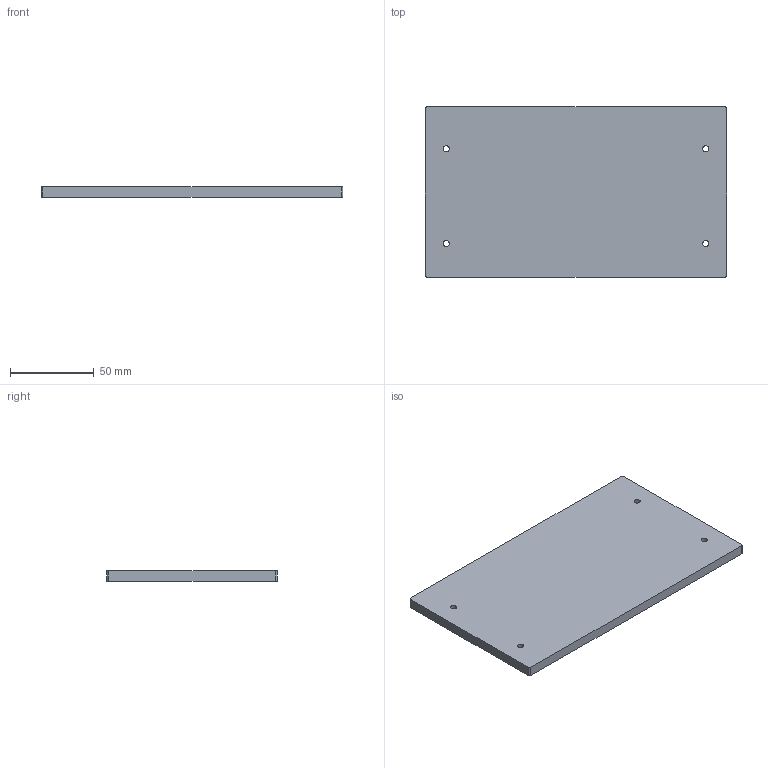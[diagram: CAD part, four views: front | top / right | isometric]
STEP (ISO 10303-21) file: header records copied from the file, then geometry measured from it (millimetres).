
FILE_DESCRIPTION(('FreeCAD Model'),'2;1');
FILE_NAME('base.step' ,'2013-05-09T10:49:30',('FreeCAD'),('FreeCAD'), 'Open CASCADE STEP processor 6.3','FreeCAD','Unknown');
FILE_SCHEMA(('AUTOMOTIVE_DESIGN_CC2 { 1 2 10303 214 -1 1 5 4 }'));
Length unit declared in the file: millimetre
Products named in the file (1): Open CASCADE STEP translator 6.3 1
Bounding box: 180 x 101.6 x 6 mm (x, y, z)
Volume: 109470.7 mm3; surface area: 40134.9 mm2
Topology: 1 solids, 1 shells, 14 faces, 40 edges, 28 vertices
Faces by surface type: cylinder 8, plane 6
Full cylindrical faces by diameter (mm): 3.658 x4
Entity records: 1022 total; most frequent: DIRECTION 170, CARTESIAN_POINT 163, ORIENTED_EDGE 80, LINE 80, VECTOR 80, PCURVE 80, DEFINITIONAL_REPRESENTATION 80, EDGE_CURVE 40
